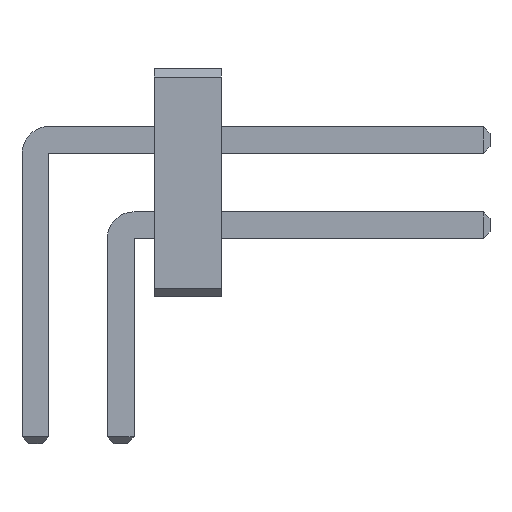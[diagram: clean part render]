
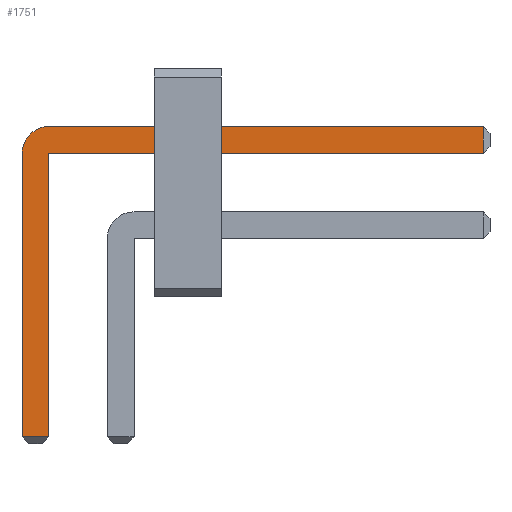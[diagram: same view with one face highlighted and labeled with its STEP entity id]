
A CAD part, front view. The second image highlights one B-rep face of the part: STEP entity #1751.
In plain terms, the highlighted planar face has unit normal (0, -1, 0).
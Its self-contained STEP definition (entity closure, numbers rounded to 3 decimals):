
#13=DIRECTION('',(0.,0.,1.));
#727=VECTOR('',#13,1.);
#1434=VECTOR('',#1435,1.);
#1435=DIRECTION('',(0.,0.,-1.));
#1555=VECTOR('',#1556,1.);
#1556=DIRECTION('',(1.,0.,0.));
#1568=VECTOR('',#1569,1.);
#1569=DIRECTION('',(-1.,0.,0.));
#1590=DIRECTION('',(-0.,1.,0.));
#1594=DIRECTION('',(0.,1.,0.));
#1595=DIRECTION('',(0.,0.,1.));
#1602=VERTEX_POINT('',#1603);
#1603=CARTESIAN_POINT('',(0.2,-14.17,2.535));
#1605=ORIENTED_EDGE('',*,*,#1606,.T.);
#1606=EDGE_CURVE('',#1602,#1607,#1609,.T.);
#1607=VERTEX_POINT('',#1608);
#1608=CARTESIAN_POINT('',(6.67,-14.17,2.535));
#1609=LINE('',#1610,#1555);
#1610=CARTESIAN_POINT('',(-0.2,-14.17,2.535));
#1647=EDGE_CURVE('',#1648,#1602,#1650,.T.);
#1648=VERTEX_POINT('',#1649);
#1649=CARTESIAN_POINT('',(-0.2,-14.17,2.135));
#1650=CIRCLE('',#1651,0.4);
#1651=AXIS2_PLACEMENT_3D('',#1652,#1590,#1435);
#1652=CARTESIAN_POINT('',(0.2,-14.17,2.135));
#1664=VERTEX_POINT('',#1665);
#1665=CARTESIAN_POINT('',(6.67,-14.17,2.135));
#1667=ORIENTED_EDGE('',*,*,#1668,.T.);
#1668=EDGE_CURVE('',#1664,#1669,#1670,.T.);
#1669=VERTEX_POINT('',#1652);
#1670=LINE('',#1671,#1568);
#1671=CARTESIAN_POINT('',(6.77,-14.17,2.135));
#1683=VERTEX_POINT('',#1684);
#1684=CARTESIAN_POINT('',(-0.2,-14.17,-2.085));
#1686=ORIENTED_EDGE('',*,*,#1687,.T.);
#1687=EDGE_CURVE('',#1683,#1648,#1688,.T.);
#1688=LINE('',#1689,#727);
#1689=CARTESIAN_POINT('',(-0.2,-14.17,-2.185));
#1697=ORIENTED_EDGE('',*,*,#1698,.T.);
#1698=EDGE_CURVE('',#1669,#1699,#1701,.T.);
#1699=VERTEX_POINT('',#1700);
#1700=CARTESIAN_POINT('',(0.2,-14.17,-2.085));
#1701=LINE('',#1652,#1434);
#1751=ADVANCED_FACE('',(#1752),#1761,.F.);
#1752=FACE_BOUND('',#1753,.F.);
#1753=EDGE_LOOP('',(#1605,#1754,#1667,#1697,#1757,#1686,#1760));
#1754=ORIENTED_EDGE('',*,*,#1755,.T.);
#1755=EDGE_CURVE('',#1607,#1664,#1756,.T.);
#1756=LINE('',#1608,#1434);
#1757=ORIENTED_EDGE('',*,*,#1758,.T.);
#1758=EDGE_CURVE('',#1699,#1683,#1759,.T.);
#1759=LINE('',#1700,#1568);
#1760=ORIENTED_EDGE('',*,*,#1647,.T.);
#1761=PLANE('',#1762);
#1762=AXIS2_PLACEMENT_3D('',#1763,#1594,#1595);
#1763=CARTESIAN_POINT('',(2.071,-14.17,1.389));
